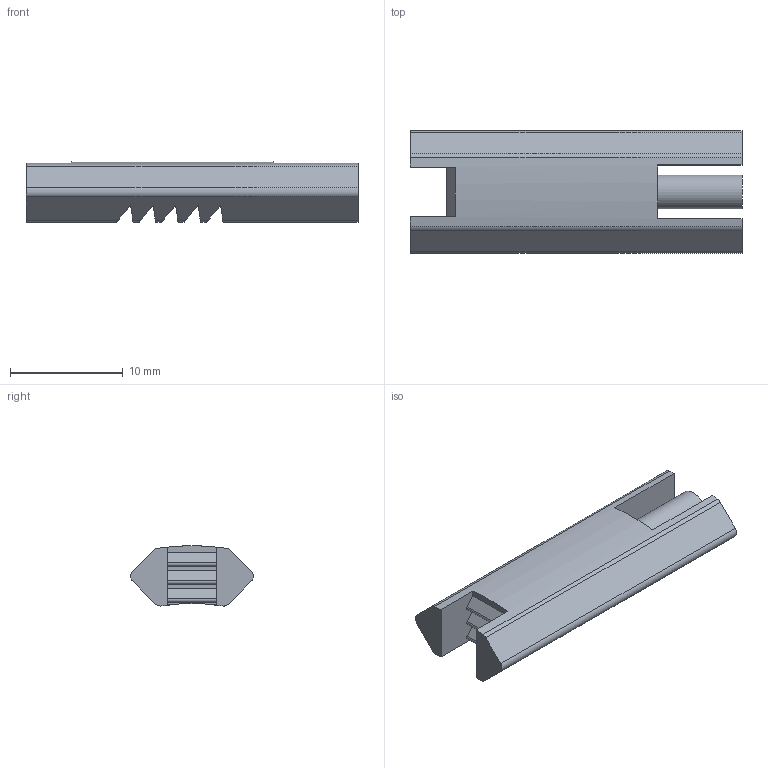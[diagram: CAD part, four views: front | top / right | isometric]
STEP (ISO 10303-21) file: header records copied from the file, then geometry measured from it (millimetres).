
FILE_DESCRIPTION(('FreeCAD Model'),'2;1');
FILE_NAME('Open CASCADE Shape Model','2023-10-24T22:30:47',(''),(''), 'Open CASCADE STEP processor 7.6','FreeCAD','Unknown');
FILE_SCHEMA(('AUTOMOTIVE_DESIGN { 1 0 10303 214 1 1 1 1 }'));
Length unit declared in the file: millimetre
Products named in the file (1): Slider
Bounding box: 29.5 x 10.9 x 5.34 mm (x, y, z)
Volume: 1086.3 mm3; surface area: 1025.2 mm2
Topology: 1 solids, 1 shells, 61 faces, 174 edges, 116 vertices
Faces by surface type: plane 34, cylinder 27
Full cylindrical faces by diameter (mm): 3 x1
Entity records: 2032 total; most frequent: DIRECTION 360, CARTESIAN_POINT 352, ORIENTED_EDGE 348, EDGE_CURVE 174, AXIS2_PLACEMENT_3D 124, VERTEX_POINT 116, LINE 112, VECTOR 112
